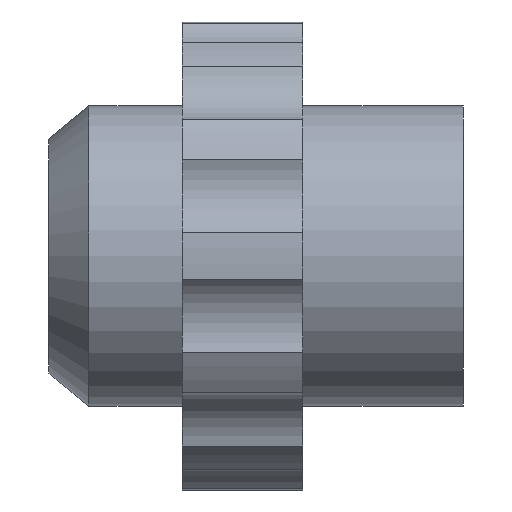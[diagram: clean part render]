
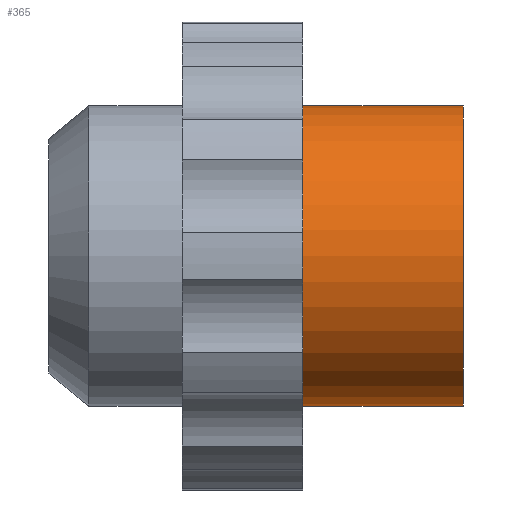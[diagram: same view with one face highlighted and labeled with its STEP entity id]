
A CAD part, front view. The second image highlights one B-rep face of the part: STEP entity #365.
In plain terms, the highlighted cylindrical face has radius 22.45 mm (diameter 44.9 mm), a partial arc.
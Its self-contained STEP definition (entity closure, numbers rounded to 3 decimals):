
#27 = EDGE_CURVE ( 'NONE', #2105, #477, #366, .T. ) ;
#73 = EDGE_CURVE ( 'NONE', #477, #1835, #1786, .T. ) ;
#328 = DIRECTION ( 'NONE',  ( -1., 0., 0. ) ) ;
#332 = CARTESIAN_POINT ( 'NONE',  ( 38., 0., 0. ) ) ;
#333 = CARTESIAN_POINT ( 'NONE',  ( 0., 0., 0. ) ) ;
#335 = VECTOR ( 'NONE', #1699, 1000. ) ;
#365 = ADVANCED_FACE ( 'NONE', ( #536 ), #1003, .T. ) ;
#366 = CIRCLE ( 'NONE', #809, 22.45 ) ;
#400 = CARTESIAN_POINT ( 'NONE',  ( 0., 0., 22.45 ) ) ;
#427 = ORIENTED_EDGE ( 'NONE', *, *, #634, .F. ) ;
#477 = VERTEX_POINT ( 'NONE', #1847 ) ;
#519 = ORIENTED_EDGE ( 'NONE', *, *, #73, .T. ) ;
#536 = FACE_OUTER_BOUND ( 'NONE', #2005, .T. ) ;
#634 = EDGE_CURVE ( 'NONE', #2105, #1309, #1176, .T. ) ;
#771 = DIRECTION ( 'NONE',  ( 0., 0., 1. ) ) ;
#809 = AXIS2_PLACEMENT_3D ( 'NONE', #2021, #1119, #771 ) ;
#1003 = CYLINDRICAL_SURFACE ( 'NONE', #1788, 22.45 ) ;
#1052 = DIRECTION ( 'NONE',  ( -1., 0., 0. ) ) ;
#1092 = ORIENTED_EDGE ( 'NONE', *, *, #27, .T. ) ;
#1110 = CARTESIAN_POINT ( 'NONE',  ( 62., 0., -22.45 ) ) ;
#1119 = DIRECTION ( 'NONE',  ( -1., 0., 0. ) ) ;
#1176 = LINE ( 'NONE', #1331, #335 ) ;
#1299 = VECTOR ( 'NONE', #2082, 1000. ) ;
#1309 = VERTEX_POINT ( 'NONE', #1578 ) ;
#1331 = CARTESIAN_POINT ( 'NONE',  ( 0., 0., -22.45 ) ) ;
#1413 = EDGE_CURVE ( 'NONE', #1309, #1835, #1855, .T. ) ;
#1578 = CARTESIAN_POINT ( 'NONE',  ( 38., 0., -22.45 ) ) ;
#1699 = DIRECTION ( 'NONE',  ( -1., 0., 0. ) ) ;
#1786 = LINE ( 'NONE', #400, #1299 ) ;
#1788 = AXIS2_PLACEMENT_3D ( 'NONE', #333, #1052, #2360 ) ;
#1835 = VERTEX_POINT ( 'NONE', #1909 ) ;
#1847 = CARTESIAN_POINT ( 'NONE',  ( 62., 0., 22.45 ) ) ;
#1855 = CIRCLE ( 'NONE', #2259, 22.45 ) ;
#1892 = ORIENTED_EDGE ( 'NONE', *, *, #1413, .F. ) ;
#1909 = CARTESIAN_POINT ( 'NONE',  ( 38., 0., 22.45 ) ) ;
#2005 = EDGE_LOOP ( 'NONE', ( #427, #1092, #519, #1892 ) ) ;
#2021 = CARTESIAN_POINT ( 'NONE',  ( 62., 0., 0. ) ) ;
#2082 = DIRECTION ( 'NONE',  ( -1., 0., 0. ) ) ;
#2105 = VERTEX_POINT ( 'NONE', #1110 ) ;
#2259 = AXIS2_PLACEMENT_3D ( 'NONE', #332, #328, #2372 ) ;
#2360 = DIRECTION ( 'NONE',  ( 0., 0., 1. ) ) ;
#2372 = DIRECTION ( 'NONE',  ( 0., 0., 1. ) ) ;
